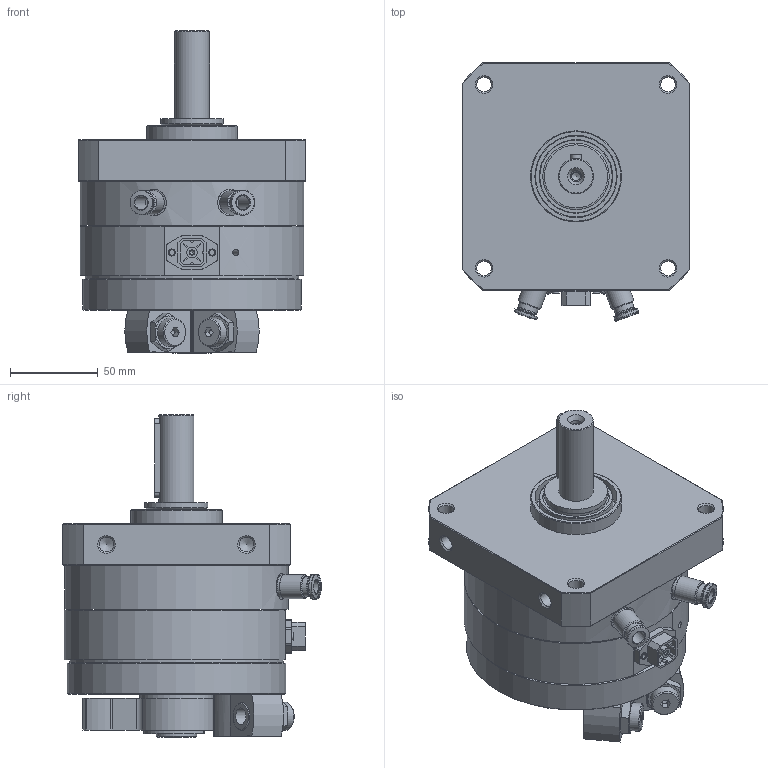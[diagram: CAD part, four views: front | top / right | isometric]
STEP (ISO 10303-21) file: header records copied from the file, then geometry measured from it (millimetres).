
FILE_DESCRIPTION(/* description */ ('STEP AP214'),/* implementation_level */ '2;1');
FILE_NAME(/* name */ '561691_DSMI-40-270-A-B',/* time_stamp */ '2024-08-21T19:17:24+02:00',/* author */ ('License CC BY-ND 4.0'),/* organization */ ('CADENAS'),/* preprocessor_version */ 'ST-DEVELOPER v19.3',/* originating_system */ 'PARTsolutions',/* authorisation */ ' ');
FILE_SCHEMA (('AUTOMOTIVE_DESIGN {1 0 10303 214 3 1 1}'));
Length unit declared in the file: millimetre
Products named in the file (20): 561691 DSMI-40-270-A-B---(135); 345225 DSM-40-270-P; 396732 DSMI-40-270-P; 396748 DSMI-40-270-P; 342603 DSM-40-270-P; 704077 DSM-40-B; 342623 DSM-40-270-P; 704067 DSM-40-BR---(HZ); 710518 DSM-40-P-B; DIN-912 - M8x30(F); 348988 SPZ-25-P-A M16X1-5-19; 704066 DSM-40-BL---(HZ); Shim ring DIN 988 30x42x2.5; DIN-6799 19; DIN-625-61806(F); 396739 DSMI-25-270; 186109 QS-G1/8-8-I; 132163 QS-CAP-8-SW; 396738 DSMI-40-270; DIN6885-hF - A6x6x45
Assembly tree (25 placements, depth 2):
  561691 DSMI-40-270-A-B---(135)
    345225 DSM-40-270-P
    396732 DSMI-40-270-P
    396748 DSMI-40-270-P
    342603 DSM-40-270-P
    704077 DSM-40-B
    342623 DSM-40-270-P  x2
    704067 DSM-40-BR---(HZ)
    710518 DSM-40-P-B  x2
    DIN-912 - M8x30(F)  x2
    348988 SPZ-25-P-A M16X1-5-19  x2
    704066 DSM-40-BL---(HZ)
    Shim ring DIN 988 30x42x2.5
    DIN-6799 19
    DIN-625-61806(F)  x2
    396739 DSMI-25-270
    186109 QS-G1/8-8-I  x2
    132163 QS-CAP-8-SW
    396738 DSMI-40-270
    DIN6885-hF - A6x6x45
Bounding box: 130 x 147.73 x 183.9 mm (x, y, z)
Volume: 1011597.4 mm3; surface area: 245341.9 mm2
Topology: 25 solids, 25 shells, 648 faces, 1456 edges, 917 vertices
Faces by surface type: plane 299, cylinder 209, cone 112, torus 24, sphere 4
Full cylindrical faces by diameter (mm): 1 x4, 1.567 x2, 2.459 x1, 3.2 x2, 3.5 x2, 3.7 x1, 4 x2, 4.917 x2, 5 x1, 6 x1, 6.4 x1, 6.647 x2, 8 x4, 8.376 x10, 8.566 x2, 9 x3, 9.4 x2, 9.6 x2, 9.728 x2, 11.4 x4, 12.4 x4, 13 x4, 13.65 x1, 13.7 x2, 13.8 x2, 14.3 x1, 14.917 x4, 15 x4, 16 x2, 20 x1
Entity records: 14414 total; most frequent: CARTESIAN_POINT 2508, DIRECTION 2419, ORIENTED_EDGE 1908, AXIS2_PLACEMENT_3D 984, EDGE_CURVE 954, FACE_BOUND 808, EDGE_LOOP 795, VERTEX_POINT 718
